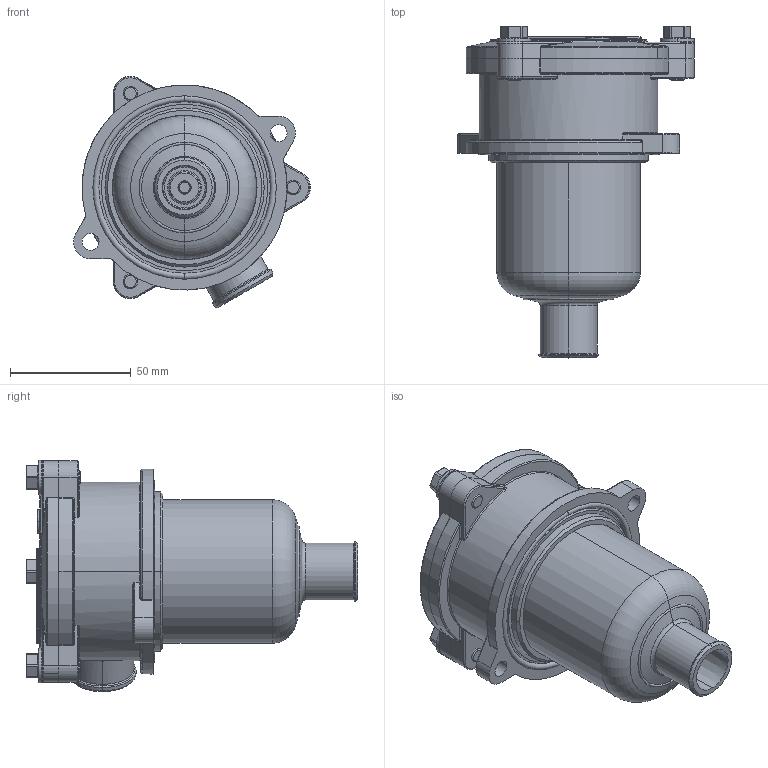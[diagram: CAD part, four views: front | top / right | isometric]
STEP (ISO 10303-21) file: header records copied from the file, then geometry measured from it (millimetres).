
FILE_DESCRIPTION(/* description */ ('Unknown'),/* implementation_level */ '2;1');
FILE_NAME(/* name */ 'OF.50010-001',/* time_stamp */ '2023-07-27T11:16:01+02:00',/* author */ ('Unknown'),/* organization */ ('Unknown'),/* preprocessor_version */ 'ST-DEVELOPER v18.102',/* originating_system */ 'Solid Edge',/* authorisation */ 'Unknown');
FILE_SCHEMA (('AUTOMOTIVE_DESIGN {1 0 10303 214 3 1 1}'));
Length unit declared in the file: millimetre
Products named in the file (11): 442_OMTF091-NA; OMTF09-03-1-P; D09-01; OMTF09-02-A; VI-6016; GR18-GC; OR132; OR177; OR3250; OR3281; OMTF-MOLLA-1
Assembly tree (12 placements, depth 2):
  442_OMTF091-NA
    OMTF09-03-1-P
    D09-01
    OMTF09-02-A
    VI-6016  x3
    GR18-GC
    OR132
    OR177
    OR3250
    OR3281
    OMTF-MOLLA-1
Bounding box: 98.07 x 137.48 x 95.87 mm (x, y, z)
Volume: 127284 mm3; surface area: 99458.4 mm2
Topology: 12 solids, 12 shells, 796 faces, 1764 edges, 987 vertices
Faces by surface type: cylinder 280, plane 192, torus 169, bspline 61, cone 52, sphere 42
Entity records: 23142 total; most frequent: CARTESIAN_POINT 7867, DIRECTION 3351, ORIENTED_EDGE 3026, EDGE_CURVE 1513, AXIS2_PLACEMENT_3D 1431, VERTEX_POINT 861, CIRCLE 791, EDGE_LOOP 736
